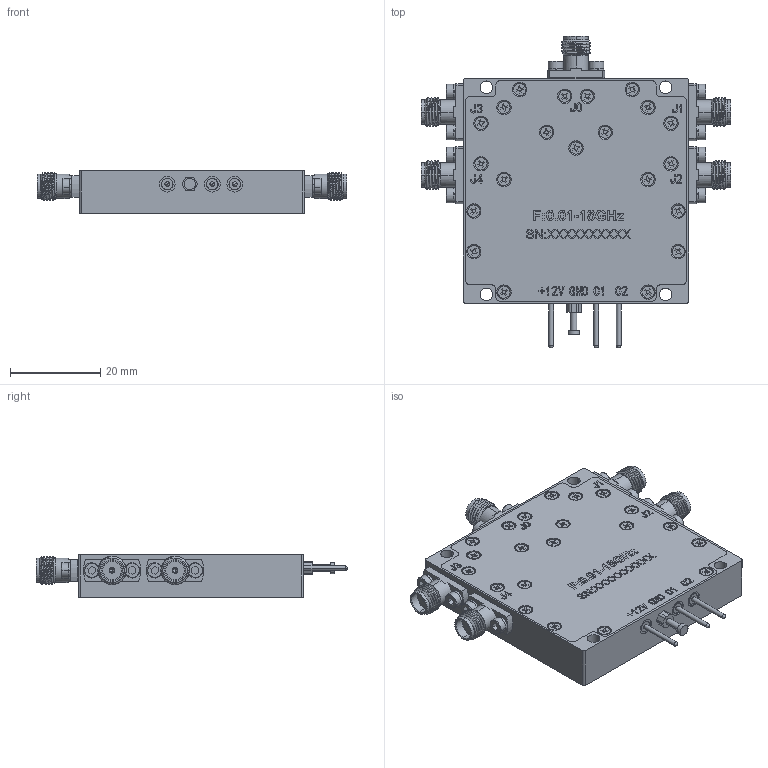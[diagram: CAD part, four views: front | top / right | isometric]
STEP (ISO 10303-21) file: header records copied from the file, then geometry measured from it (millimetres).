
FILE_DESCRIPTION (( 'STEP AP214' ), '1' );
FILE_NAME ('FMSW5013_3D.step', '2025-03-28T19:00:55', ( '' ), ( '' ), 'SwSTEP 2.0', 'SolidWorks 2022', '' );
FILE_SCHEMA (( 'AUTOMOTIVE_DESIGN' ));
Length unit declared in the file: millimetre
Products named in the file (1): FMSW5013_3D
Bounding box: 68.72 x 69.24 x 9.5 mm (x, y, z)
Volume: 24105.5 mm3; surface area: 12204.7 mm2
Topology: 1 solids, 65 shells, 2691 faces, 7104 edges, 4597 vertices
Faces by surface type: plane 1801, cylinder 641, cone 207, bspline 22, torus 20
Entity records: 86612 total; most frequent: CARTESIAN_POINT 19829, ORIENTED_EDGE 14008, DIRECTION 13514, EDGE_CURVE 7004, LINE 5406, VECTOR 5406, VERTEX_POINT 4597, AXIS2_PLACEMENT_3D 4054
